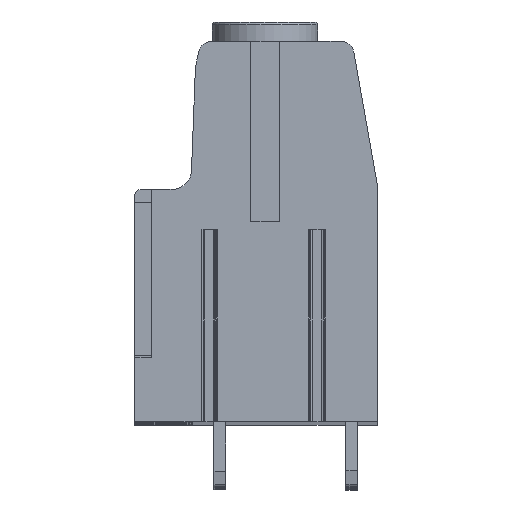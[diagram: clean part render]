
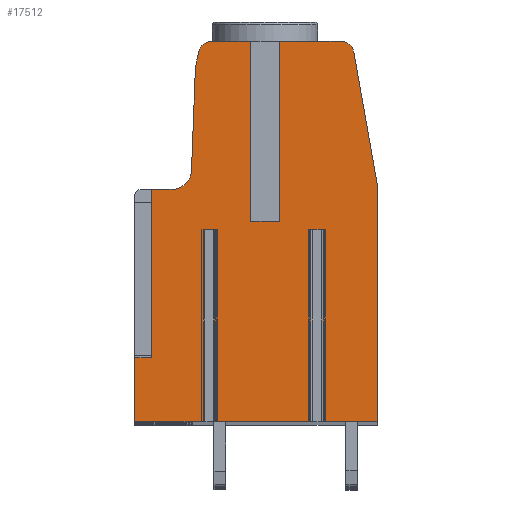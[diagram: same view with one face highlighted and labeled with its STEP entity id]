
A CAD part, top view. The second image highlights one B-rep face of the part: STEP entity #17512.
In plain terms, the highlighted planar face has unit normal (0, 0, 1).
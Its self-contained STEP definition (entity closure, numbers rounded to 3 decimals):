
#16=DIRECTION('',(0.,-1.,0.));
#17=VECTOR('',#16,13.85);
#18=CARTESIAN_POINT('',(1.8,13.9,157.48));
#19=LINE('',#18,#17);
#20=DIRECTION('',(-1.,0.,0.));
#21=VECTOR('',#20,4.762);
#22=CARTESIAN_POINT('',(6.562,13.9,157.48));
#23=LINE('',#22,#21);
#24=CARTESIAN_POINT('',(6.562,12.9,157.48));
#25=DIRECTION('',(0.,0.,1.));
#26=DIRECTION('',(0.985,0.174,0.));
#27=AXIS2_PLACEMENT_3D('',#24,#25,#26);
#29=DIRECTION('',(-0.174,0.985,0.));
#30=VECTOR('',#29,10.381);
#31=CARTESIAN_POINT('',(9.35,2.85,157.48));
#32=LINE('',#31,#30);
#33=DIRECTION('',(0.,1.,0.));
#34=VECTOR('',#33,18.25);
#35=CARTESIAN_POINT('',(9.35,-15.4,157.48));
#36=LINE('',#35,#34);
#37=DIRECTION('',(1.,0.,0.));
#38=VECTOR('',#37,4.173);
#39=CARTESIAN_POINT('',(5.177,-15.4,157.48));
#40=LINE('',#39,#38);
#41=DIRECTION('',(0.,-1.,0.));
#42=VECTOR('',#41,14.8);
#43=CARTESIAN_POINT('',(5.177,-0.6,157.48));
#44=LINE('',#43,#42);
#45=DIRECTION('',(-1.,0.,0.));
#46=VECTOR('',#45,0.955);
#47=CARTESIAN_POINT('',(5.177,-0.6,157.48));
#48=LINE('',#47,#46);
#49=DIRECTION('',(0.,-1.,0.));
#50=VECTOR('',#49,14.8);
#51=CARTESIAN_POINT('',(4.223,-0.6,157.48));
#52=LINE('',#51,#50);
#53=DIRECTION('',(1.,0.,0.));
#54=VECTOR('',#53,7.345);
#55=CARTESIAN_POINT('',(-3.123,-15.4,157.48));
#56=LINE('',#55,#54);
#57=DIRECTION('',(0.,-1.,0.));
#58=VECTOR('',#57,14.8);
#59=CARTESIAN_POINT('',(-3.123,-0.6,157.48));
#60=LINE('',#59,#58);
#61=DIRECTION('',(-1.,0.,0.));
#62=VECTOR('',#61,0.955);
#63=CARTESIAN_POINT('',(-3.123,-0.6,157.48));
#64=LINE('',#63,#62);
#65=DIRECTION('',(0.,-1.,0.));
#66=VECTOR('',#65,14.8);
#67=CARTESIAN_POINT('',(-4.077,-0.6,157.48));
#68=LINE('',#67,#66);
#69=DIRECTION('',(1.,0.,0.));
#70=VECTOR('',#69,5.273);
#71=CARTESIAN_POINT('',(-9.35,-15.4,157.48));
#72=LINE('',#71,#70);
#73=DIRECTION('',(0.,-1.,0.));
#74=VECTOR('',#73,4.9);
#75=CARTESIAN_POINT('',(-9.35,-10.5,157.48));
#76=LINE('',#75,#74);
#77=DIRECTION('',(1.,0.,0.));
#78=VECTOR('',#77,1.3);
#79=CARTESIAN_POINT('',(-9.35,-10.5,157.48));
#80=LINE('',#79,#78);
#81=DIRECTION('',(0.,1.,0.));
#82=VECTOR('',#81,13.);
#83=CARTESIAN_POINT('',(-8.05,-10.5,157.48));
#84=LINE('',#83,#82);
#85=DIRECTION('',(-1.,0.,0.));
#86=VECTOR('',#85,1.578);
#87=CARTESIAN_POINT('',(-6.472,2.5,157.48));
#88=LINE('',#87,#86);
#89=CARTESIAN_POINT('',(-6.472,4.,157.48));
#90=DIRECTION('',(0.,0.,-1.));
#91=DIRECTION('',(0.999,-0.038,0.));
#92=AXIS2_PLACEMENT_3D('',#89,#90,#91);
#94=DIRECTION('',(-0.038,-0.999,0.));
#95=VECTOR('',#94,7.704);
#96=CARTESIAN_POINT('',(-4.681,11.641,157.48));
#97=LINE('',#96,#95);
#98=CARTESIAN_POINT('',(-1.683,11.527,157.48));
#99=DIRECTION('',(0.,0.,1.));
#100=DIRECTION('',(-0.978,0.208,0.));
#101=AXIS2_PLACEMENT_3D('',#98,#99,#100);
#103=DIRECTION('',(-0.208,-0.978,0.));
#104=VECTOR('',#103,0.978);
#105=CARTESIAN_POINT('',(-4.414,13.108,157.48));
#106=LINE('',#105,#104);
#107=CARTESIAN_POINT('',(-3.436,12.9,157.48));
#108=DIRECTION('',(0.,0.,1.));
#109=DIRECTION('',(0.,1.,0.));
#110=AXIS2_PLACEMENT_3D('',#107,#108,#109);
#112=DIRECTION('',(-1.,0.,0.));
#113=VECTOR('',#112,3.036);
#114=CARTESIAN_POINT('',(-0.4,13.9,157.48));
#115=LINE('',#114,#113);
#116=DIRECTION('',(0.,-1.,0.));
#117=VECTOR('',#116,13.85);
#118=CARTESIAN_POINT('',(-0.4,13.9,157.48));
#119=LINE('',#118,#117);
#120=DIRECTION('',(1.,0.,0.));
#121=VECTOR('',#120,2.2);
#122=CARTESIAN_POINT('',(-0.4,0.05,157.48));
#123=LINE('',#122,#121);
#13595=CARTESIAN_POINT('',(9.35,-15.4,157.48));
#13596=CARTESIAN_POINT('',(9.35,2.85,157.48));
#13597=VERTEX_POINT('',#13595);
#13598=VERTEX_POINT('',#13596);
#13599=CARTESIAN_POINT('',(7.547,13.074,157.48));
#13600=VERTEX_POINT('',#13599);
#13601=CARTESIAN_POINT('',(6.562,13.9,157.48));
#13602=VERTEX_POINT('',#13601);
#13603=CARTESIAN_POINT('',(-3.436,13.9,157.48));
#13604=CARTESIAN_POINT('',(-4.414,13.108,157.48));
#13605=VERTEX_POINT('',#13603);
#13606=VERTEX_POINT('',#13604);
#13607=CARTESIAN_POINT('',(-4.617,12.151,157.48));
#13608=VERTEX_POINT('',#13607);
#13609=CARTESIAN_POINT('',(-4.681,11.641,157.48));
#13610=VERTEX_POINT('',#13609);
#13611=CARTESIAN_POINT('',(-4.973,3.943,157.48));
#13612=VERTEX_POINT('',#13611);
#13613=CARTESIAN_POINT('',(-6.472,2.5,157.48));
#13614=VERTEX_POINT('',#13613);
#13731=CARTESIAN_POINT('',(5.177,-15.4,157.48));
#13732=VERTEX_POINT('',#13731);
#13734=CARTESIAN_POINT('',(4.223,-15.4,157.48));
#13736=VERTEX_POINT('',#13734);
#13747=CARTESIAN_POINT('',(-3.123,-15.4,157.48));
#13748=VERTEX_POINT('',#13747);
#13750=CARTESIAN_POINT('',(-4.077,-15.4,157.48));
#13752=VERTEX_POINT('',#13750);
#13757=CARTESIAN_POINT('',(5.177,-0.6,157.48));
#13758=CARTESIAN_POINT('',(4.223,-0.6,157.48));
#13759=VERTEX_POINT('',#13757);
#13760=VERTEX_POINT('',#13758);
#13761=CARTESIAN_POINT('',(-3.123,-0.6,157.48));
#13762=CARTESIAN_POINT('',(-4.077,-0.6,157.48));
#13763=VERTEX_POINT('',#13761);
#13764=VERTEX_POINT('',#13762);
#13765=CARTESIAN_POINT('',(-9.35,-15.4,157.48));
#13766=VERTEX_POINT('',#13765);
#13969=CARTESIAN_POINT('',(-9.35,-10.5,157.48));
#13970=CARTESIAN_POINT('',(-8.05,-10.5,157.48));
#13971=VERTEX_POINT('',#13969);
#13972=VERTEX_POINT('',#13970);
#13973=CARTESIAN_POINT('',(-8.05,2.5,157.48));
#13974=VERTEX_POINT('',#13973);
#14125=CARTESIAN_POINT('',(1.8,13.9,157.48));
#14126=CARTESIAN_POINT('',(1.8,0.05,157.48));
#14127=VERTEX_POINT('',#14125);
#14128=VERTEX_POINT('',#14126);
#14129=CARTESIAN_POINT('',(-0.4,13.9,157.48));
#14130=CARTESIAN_POINT('',(-0.4,0.05,157.48));
#14131=VERTEX_POINT('',#14129);
#14132=VERTEX_POINT('',#14130);
#17453=CARTESIAN_POINT('',(0.,0.,157.48));
#17454=DIRECTION('',(0.,0.,1.));
#17455=DIRECTION('',(1.,0.,0.));
#17456=AXIS2_PLACEMENT_3D('',#17453,#17454,#17455);
#17457=PLANE('',#17456);
#17459=ORIENTED_EDGE('',*,*,#17458,.F.);
#17461=ORIENTED_EDGE('',*,*,#17460,.F.);
#17463=ORIENTED_EDGE('',*,*,#17462,.F.);
#17465=ORIENTED_EDGE('',*,*,#17464,.F.);
#17467=ORIENTED_EDGE('',*,*,#17466,.F.);
#17469=ORIENTED_EDGE('',*,*,#17468,.F.);
#17471=ORIENTED_EDGE('',*,*,#17470,.F.);
#17473=ORIENTED_EDGE('',*,*,#17472,.T.);
#17475=ORIENTED_EDGE('',*,*,#17474,.T.);
#17477=ORIENTED_EDGE('',*,*,#17476,.F.);
#17479=ORIENTED_EDGE('',*,*,#17478,.F.);
#17481=ORIENTED_EDGE('',*,*,#17480,.T.);
#17483=ORIENTED_EDGE('',*,*,#17482,.T.);
#17485=ORIENTED_EDGE('',*,*,#17484,.F.);
#17487=ORIENTED_EDGE('',*,*,#17486,.F.);
#17489=ORIENTED_EDGE('',*,*,#17488,.T.);
#17491=ORIENTED_EDGE('',*,*,#17490,.T.);
#17493=ORIENTED_EDGE('',*,*,#17492,.F.);
#17495=ORIENTED_EDGE('',*,*,#17494,.F.);
#17497=ORIENTED_EDGE('',*,*,#17496,.F.);
#17499=ORIENTED_EDGE('',*,*,#17498,.F.);
#17501=ORIENTED_EDGE('',*,*,#17500,.F.);
#17503=ORIENTED_EDGE('',*,*,#17502,.F.);
#17505=ORIENTED_EDGE('',*,*,#17504,.F.);
#17507=ORIENTED_EDGE('',*,*,#17506,.T.);
#17509=ORIENTED_EDGE('',*,*,#17508,.T.);
#17510=EDGE_LOOP('',(#17459,#17461,#17463,#17465,#17467,#17469,#17471,#17473,
#17475,#17477,#17479,#17481,#17483,#17485,#17487,#17489,#17491,#17493,#17495,
#17497,#17499,#17501,#17503,#17505,#17507,#17509));
#17511=FACE_OUTER_BOUND('',#17510,.F.);
#28=CIRCLE('',#27,1.);
#93=CIRCLE('',#92,1.5);
#102=CIRCLE('',#101,3.);
#111=CIRCLE('',#110,1.);
#17458=EDGE_CURVE('',#14127,#14128,#19,.T.);
#17460=EDGE_CURVE('',#13602,#14127,#23,.T.);
#17462=EDGE_CURVE('',#13600,#13602,#28,.T.);
#17464=EDGE_CURVE('',#13598,#13600,#32,.T.);
#17466=EDGE_CURVE('',#13597,#13598,#36,.T.);
#17468=EDGE_CURVE('',#13732,#13597,#40,.T.);
#17470=EDGE_CURVE('',#13759,#13732,#44,.T.);
#17472=EDGE_CURVE('',#13759,#13760,#48,.T.);
#17474=EDGE_CURVE('',#13760,#13736,#52,.T.);
#17476=EDGE_CURVE('',#13748,#13736,#56,.T.);
#17478=EDGE_CURVE('',#13763,#13748,#60,.T.);
#17480=EDGE_CURVE('',#13763,#13764,#64,.T.);
#17482=EDGE_CURVE('',#13764,#13752,#68,.T.);
#17484=EDGE_CURVE('',#13766,#13752,#72,.T.);
#17486=EDGE_CURVE('',#13971,#13766,#76,.T.);
#17488=EDGE_CURVE('',#13971,#13972,#80,.T.);
#17490=EDGE_CURVE('',#13972,#13974,#84,.T.);
#17492=EDGE_CURVE('',#13614,#13974,#88,.T.);
#17494=EDGE_CURVE('',#13612,#13614,#93,.T.);
#17496=EDGE_CURVE('',#13610,#13612,#97,.T.);
#17498=EDGE_CURVE('',#13608,#13610,#102,.T.);
#17500=EDGE_CURVE('',#13606,#13608,#106,.T.);
#17502=EDGE_CURVE('',#13605,#13606,#111,.T.);
#17504=EDGE_CURVE('',#14131,#13605,#115,.T.);
#17506=EDGE_CURVE('',#14131,#14132,#119,.T.);
#17508=EDGE_CURVE('',#14132,#14128,#123,.T.);
#17512=ADVANCED_FACE('',(#17511),#17457,.T.);
